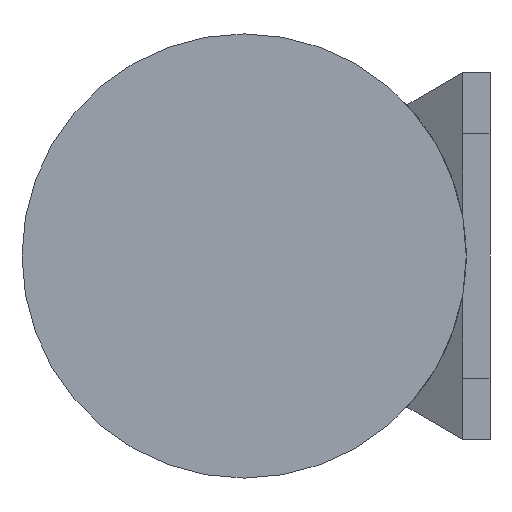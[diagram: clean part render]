
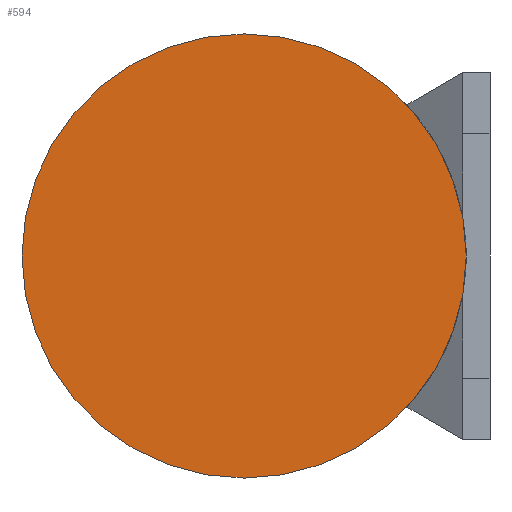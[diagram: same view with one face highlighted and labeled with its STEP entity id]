
A CAD part, left-side view. The second image highlights one B-rep face of the part: STEP entity #594.
In plain terms, the highlighted planar face has unit normal (-1, 0, 0).
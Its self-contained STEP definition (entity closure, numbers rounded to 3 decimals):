
#89 = VERTEX_POINT ( 'NONE', #861 ) ;
#170 = DIRECTION ( 'NONE',  ( 0., 0., -1. ) ) ;
#318 = PLANE ( 'NONE',  #1006 ) ;
#322 = CARTESIAN_POINT ( 'NONE',  ( 0., 0., 0. ) ) ;
#594 = ADVANCED_FACE ( 'NONE', ( #1599 ), #318, .T. ) ;
#653 = EDGE_LOOP ( 'NONE', ( #1248 ) ) ;
#810 = EDGE_CURVE ( 'NONE', #89, #89, #1608, .T. ) ;
#861 = CARTESIAN_POINT ( 'NONE',  ( 0., 0., -163.5 ) ) ;
#931 = DIRECTION ( 'NONE',  ( 1., 0., 0. ) ) ;
#956 = CARTESIAN_POINT ( 'NONE',  ( 0., 0., 0. ) ) ;
#982 = DIRECTION ( 'NONE',  ( -1., 0., 0. ) ) ;
#1006 = AXIS2_PLACEMENT_3D ( 'NONE', #956, #982, #1456 ) ;
#1083 = AXIS2_PLACEMENT_3D ( 'NONE', #322, #931, #170 ) ;
#1248 = ORIENTED_EDGE ( 'NONE', *, *, #810, .F. ) ;
#1456 = DIRECTION ( 'NONE',  ( 0., 0., 1. ) ) ;
#1599 = FACE_OUTER_BOUND ( 'NONE', #653, .T. ) ;
#1608 = CIRCLE ( 'NONE', #1083, 163.5 ) ;
